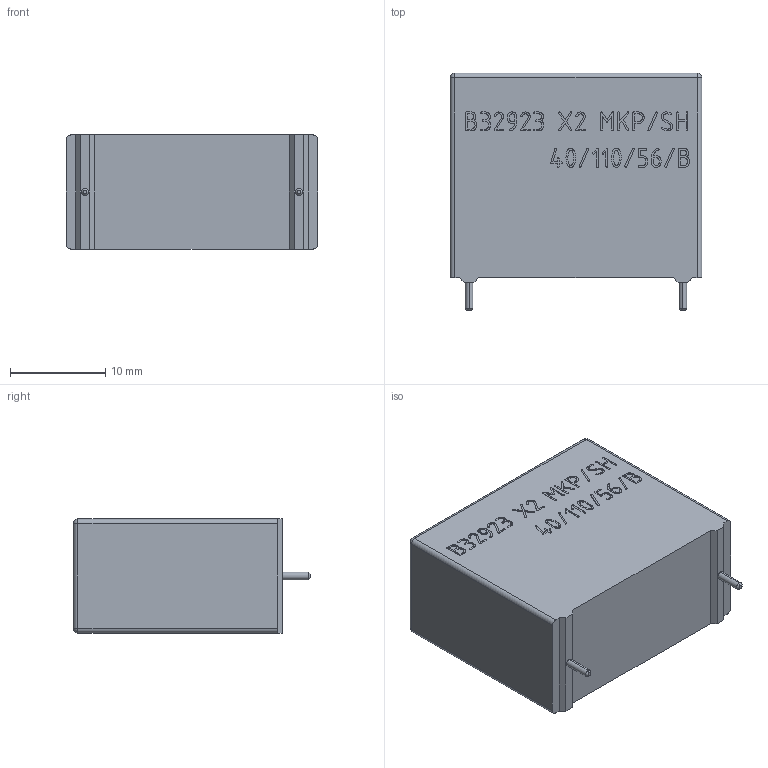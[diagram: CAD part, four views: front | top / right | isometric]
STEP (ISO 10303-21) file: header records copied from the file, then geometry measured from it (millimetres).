
FILE_DESCRIPTION (( 'STEP AP214' ), '1' );
FILE_NAME ('B32923.STEP', '2020-11-13T17:26:14', ( '' ), ( '' ), 'SwSTEP 2.0', 'SolidWorks 2020', '' );
FILE_SCHEMA (( 'AUTOMOTIVE_DESIGN' ));
Length unit declared in the file: millimetre
Products named in the file (1): B32923
Bounding box: 26.5 x 25 x 12 mm (x, y, z)
Volume: 6848.9 mm3; surface area: 2287.4 mm2
Topology: 1 solids, 1 shells, 474 faces, 1296 edges, 856 vertices
Faces by surface type: bspline 269, plane 185, cylinder 12, cone 4, sphere 4
Entity records: 23923 total; most frequent: CARTESIAN_POINT 13244, ORIENTED_EDGE 2584, EDGE_CURVE 1292, DIRECTION 1194, VERTEX_POINT 856, LINE 726, VECTOR 726, B_SPLINE_CURVE_WITH_KNOTS 538
